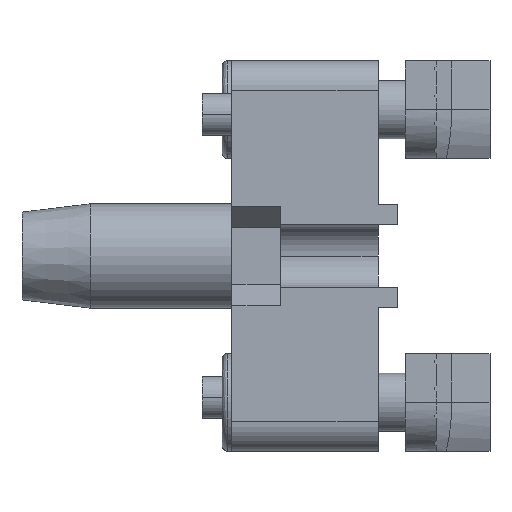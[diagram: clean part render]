
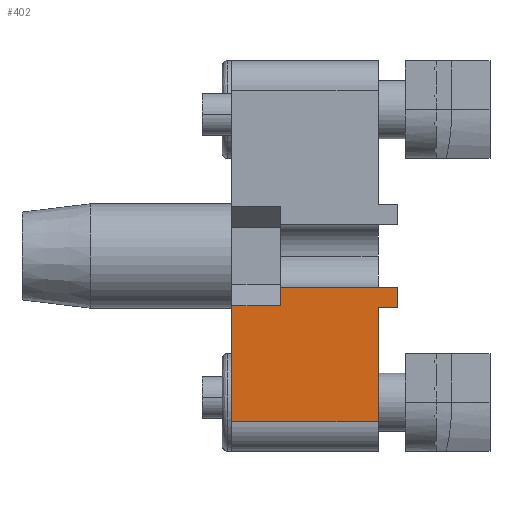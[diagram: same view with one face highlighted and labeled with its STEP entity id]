
A CAD part, front view. The second image highlights one B-rep face of the part: STEP entity #402.
In plain terms, the highlighted planar face has unit normal (0, -1, 0).
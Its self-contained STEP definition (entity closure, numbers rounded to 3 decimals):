
#402=ADVANCED_FACE('',(#836),#837,.T.);
#836=FACE_OUTER_BOUND('',#1539,.T.);
#837=PLANE('',#1540);
#1539=EDGE_LOOP('',(#2869,#2870,#2871,#2872,#2873,#2874,#2875,#2876));
#1540=AXIS2_PLACEMENT_3D('',#2877,#2878,#2879);
#2869=ORIENTED_EDGE('',*,*,#5247,.T.);
#2870=ORIENTED_EDGE('',*,*,#5248,.F.);
#2871=ORIENTED_EDGE('',*,*,#5215,.T.);
#2872=ORIENTED_EDGE('',*,*,#5110,.T.);
#2873=ORIENTED_EDGE('',*,*,#5112,.T.);
#2874=ORIENTED_EDGE('',*,*,#5115,.T.);
#2875=ORIENTED_EDGE('',*,*,#5233,.T.);
#2876=ORIENTED_EDGE('',*,*,#5246,.T.);
#2877=CARTESIAN_POINT('',(5.0,-20.0,-17.0));
#2878=DIRECTION('',(0.,-1.0,0.0));
#2879=DIRECTION('',(1.0,0.,0.0));
#5110=EDGE_CURVE('',#6126,#6128,#6130,.T.);
#5112=EDGE_CURVE('',#6128,#6131,#6133,.T.);
#5115=EDGE_CURVE('',#6131,#6135,#6137,.T.);
#5215=EDGE_CURVE('',#6301,#6126,#6302,.T.);
#5233=EDGE_CURVE('',#6135,#6331,#6332,.T.);
#5246=EDGE_CURVE('',#6331,#6348,#6350,.T.);
#5247=EDGE_CURVE('',#6348,#6351,#6352,.T.);
#5248=EDGE_CURVE('',#6301,#6351,#6353,.T.);
#6126=VERTEX_POINT('',#7741);
#6128=VERTEX_POINT('',#7744);
#6130=LINE('',#7747,#7748);
#6131=VERTEX_POINT('',#7749);
#6133=LINE('',#7752,#7753);
#6135=VERTEX_POINT('',#7756);
#6137=LINE('',#7759,#7760);
#6301=VERTEX_POINT('',#8022);
#6302=LINE('',#8023,#8024);
#6331=VERTEX_POINT('',#8067);
#6332=LINE('',#8068,#8069);
#6348=VERTEX_POINT('',#8093);
#6350=LINE('',#8096,#8097);
#6351=VERTEX_POINT('',#8098);
#6352=LINE('',#8099,#8100);
#6353=LINE('',#8101,#8102);
#7741=CARTESIAN_POINT('',(15.0,-20.0,-5.3));
#7744=CARTESIAN_POINT('',(17.0,-20.0,-5.3));
#7747=CARTESIAN_POINT('',(5.0,-20.0,-5.3));
#7748=VECTOR('',#11067,1000.0);
#7749=CARTESIAN_POINT('',(17.0,-20.0,-3.2));
#7752=CARTESIAN_POINT('',(17.0,-20.0,-17.0));
#7753=VECTOR('',#11069,1000.0);
#7756=CARTESIAN_POINT('',(5.0,-20.0,-3.2));
#7759=CARTESIAN_POINT('',(5.0,-20.0,-3.2));
#7760=VECTOR('',#11072,1000.0);
#8022=CARTESIAN_POINT('',(15.0,-20.0,-17.0));
#8023=CARTESIAN_POINT('',(15.0,-20.0,-17.0));
#8024=VECTOR('',#11174,1000.0);
#8067=CARTESIAN_POINT('',(5.0,-20.0,-5.103));
#8068=CARTESIAN_POINT('',(5.0,-20.0,-17.0));
#8069=VECTOR('',#11198,1000.0);
#8093=CARTESIAN_POINT('',(0.,-20.,-5.103));
#8096=CARTESIAN_POINT('',(5.0,-20.0,-5.103));
#8097=VECTOR('',#11217,1000.0);
#8098=CARTESIAN_POINT('',(0.0,-20.,-17.0));
#8099=CARTESIAN_POINT('',(0.,-20.,0.));
#8100=VECTOR('',#11218,1000.0);
#8101=CARTESIAN_POINT('',(5.0,-20.0,-17.0));
#8102=VECTOR('',#11219,1000.0);
#11067=DIRECTION('',(1.0,0.,0.0));
#11069=DIRECTION('',(0.0,0.0,1.0));
#11072=DIRECTION('',(-1.0,0.,0.0));
#11174=DIRECTION('',(0.0,0.0,1.0));
#11198=DIRECTION('',(0.0,0.0,-1.0));
#11217=DIRECTION('',(-1.0,0.,0.0));
#11218=DIRECTION('',(0.0,0.0,-1.0));
#11219=DIRECTION('',(-1.0,0.,0.0));
